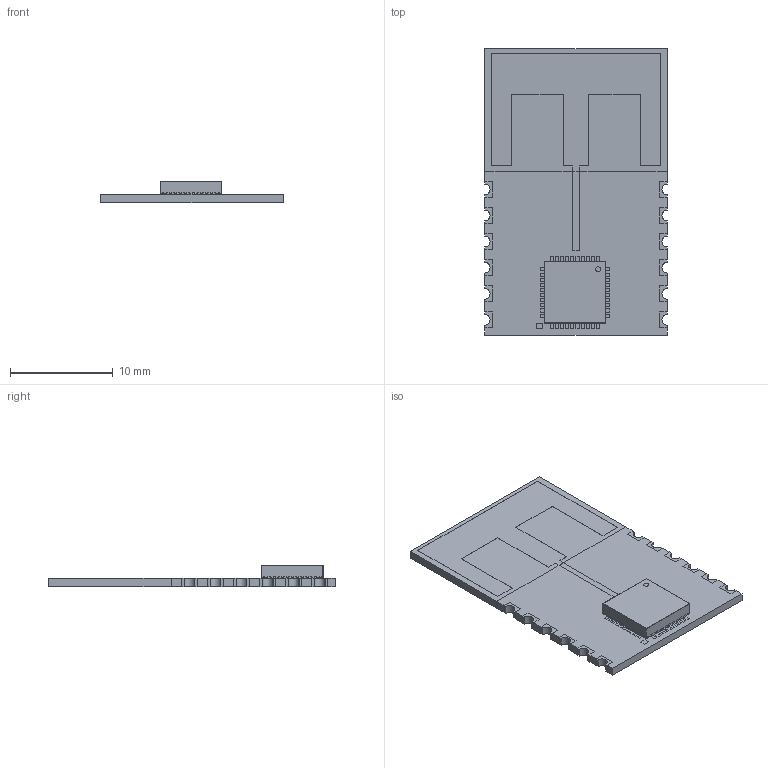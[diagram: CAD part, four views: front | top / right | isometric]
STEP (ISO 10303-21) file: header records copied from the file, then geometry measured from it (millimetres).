
FILE_DESCRIPTION(('FreeCAD Model'),'2;1');
FILE_NAME('MRF24J40Mx.step','2016-07-08T10:44:24',('Author'),(''), 'Open CASCADE STEP processor 6.8','FreeCAD','Unknown');
FILE_SCHEMA(('AUTOMOTIVE_DESIGN_CC2 { 1 2 10303 214 -1 1 5 4 }'));
Length unit declared in the file: millimetre
Products named in the file (1): Fusion
Bounding box: 17.78 x 27.94 x 2.06 mm (x, y, z)
Volume: 445.3 mm3; surface area: 1113.2 mm2
Topology: 1 solids, 1 shells, 521 faces, 1602 edges, 1072 vertices
Faces by surface type: plane 497, cylinder 20, sphere 4
Entity records: 43847 total; most frequent: CARTESIAN_POINT 9058, DIRECTION 5411, LINE 4268, VECTOR 4268, ORIENTED_EDGE 3196, PCURVE 3196, DEFINITIONAL_REPRESENTATION 3196, EDGE_CURVE 1598
